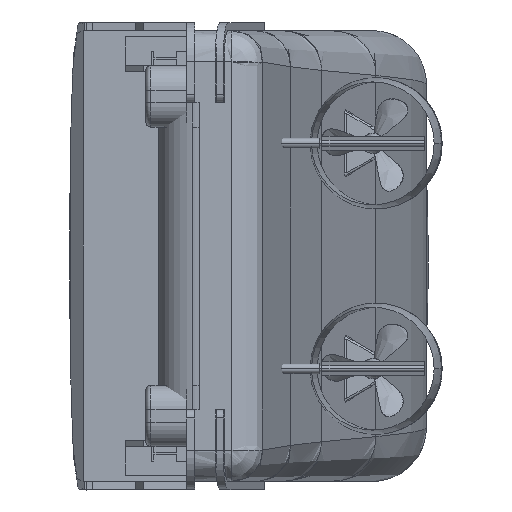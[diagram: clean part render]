
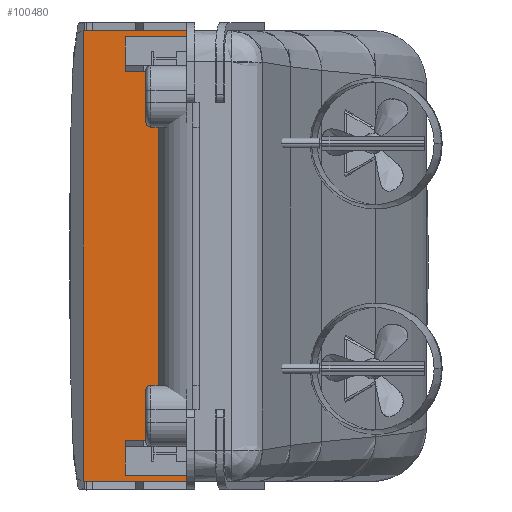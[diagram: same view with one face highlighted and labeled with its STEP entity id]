
A CAD part, left-side view. The second image highlights one B-rep face of the part: STEP entity #100480.
In plain terms, the highlighted planar face has unit normal (-1, 0, 0).
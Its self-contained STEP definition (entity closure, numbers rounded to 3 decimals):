
#99910=CARTESIAN_POINT('',(-519.642,132.509,
54.234));
#99920=DIRECTION('',(-1.,0.,0.));
#99930=DIRECTION('',(0.,-1.,0.));
#99940=AXIS2_PLACEMENT_3D('',#99910,#99920,#99930);
#99950=PLANE('',#99940);
#99960=CARTESIAN_POINT('',(-519.642,167.496,
-110.003));
#99970=DIRECTION('',(0.,0.,1.));
#99980=VECTOR('',#99970,1.);
#99990=LINE('',#99960,#99980);
#100000=CARTESIAN_POINT('',(-519.642,167.496,
-110.003));
#100010=VERTEX_POINT('',#100000);
#100020=CARTESIAN_POINT('',(-519.642,167.496,
109.997));
#100030=VERTEX_POINT('',#100020);
#100040=EDGE_CURVE('',#100010,#100030,#99990,.T.);
#100050=ORIENTED_EDGE('',*,*,#100040,.F.);
#100060=CARTESIAN_POINT('',(-519.642,29.996,
109.997));
#100070=DIRECTION('',(0.,1.,0.));
#100080=VECTOR('',#100070,1.);
#100090=LINE('',#100060,#100080);
#100100=CARTESIAN_POINT('',(-519.642,29.996,
109.997));
#100110=VERTEX_POINT('',#100100);
#100120=EDGE_CURVE('',#100110,#100030,#100090,.T.);
#100130=ORIENTED_EDGE('',*,*,#100120,.T.);
#100140=CARTESIAN_POINT('',(-519.642,29.996,
79.997));
#100150=DIRECTION('',(-1.,0.,0.));
#100160=DIRECTION('',(0.,0.,1.));
#100170=AXIS2_PLACEMENT_3D('',#100140,#100150,#100160);
#100180=CIRCLE('',#100170,30.);
#100190=CARTESIAN_POINT('',(-519.642,-0.004,
79.997));
#100200=VERTEX_POINT('',#100190);
#100210=EDGE_CURVE('',#100200,#100110,#100180,.T.);
#100220=ORIENTED_EDGE('',*,*,#100210,.T.);
#100230=CARTESIAN_POINT('',(-519.642,-0.004,
-0.003));
#100240=DIRECTION('',(0.,0.,-1.));
#100250=VECTOR('',#100240,1.);
#100260=LINE('',#100230,#100250);
#100270=CARTESIAN_POINT('',(-519.642,-0.004,
-80.003));
#100280=VERTEX_POINT('',#100270);
#100290=EDGE_CURVE('',#100200,#100280,#100260,.T.);
#100300=ORIENTED_EDGE('',*,*,#100290,.F.);
#100310=CARTESIAN_POINT('',(-519.642,29.996,
-80.003));
#100320=DIRECTION('',(1.,0.,0.));
#100330=DIRECTION('',(0.,0.,-1.));
#100340=AXIS2_PLACEMENT_3D('',#100310,#100320,#100330);
#100350=CIRCLE('',#100340,30.);
#100360=CARTESIAN_POINT('',(-519.642,29.996,
-110.003));
#100370=VERTEX_POINT('',#100360);
#100380=EDGE_CURVE('',#100280,#100370,#100350,.T.);
#100390=ORIENTED_EDGE('',*,*,#100380,.F.);
#100400=CARTESIAN_POINT('',(-519.642,29.996,
-110.003));
#100410=DIRECTION('',(0.,1.,0.));
#100420=VECTOR('',#100410,1.);
#100430=LINE('',#100400,#100420);
#100440=EDGE_CURVE('',#100370,#100010,#100430,.T.);
#100450=ORIENTED_EDGE('',*,*,#100440,.F.);
#100460=EDGE_LOOP('',(#100450,#100390,#100300,#100220,#100130,#100050));
#100470=FACE_OUTER_BOUND('',#100460,.T.);
#100480=ADVANCED_FACE('',(#100470),#99950,.T.);
